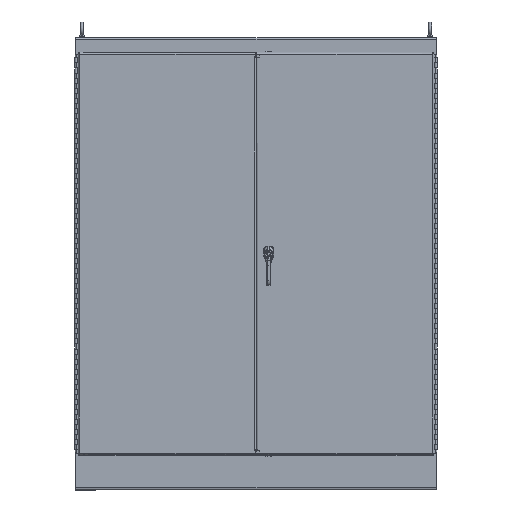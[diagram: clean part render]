
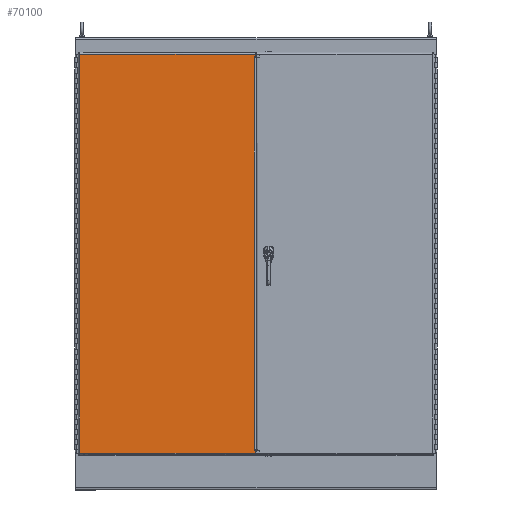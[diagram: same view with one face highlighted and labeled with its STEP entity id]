
A CAD part, top view. The second image highlights one B-rep face of the part: STEP entity #70100.
In plain terms, the highlighted face is planar.
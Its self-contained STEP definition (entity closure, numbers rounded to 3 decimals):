
#12919=PLANE('',#74396);
#15154=LINE('',#102042,#20475);
#15157=LINE('',#102052,#20478);
#15160=LINE('',#102059,#20481);
#15164=LINE('',#102066,#20485);
#15166=LINE('',#102070,#20487);
#15167=LINE('',#102072,#20488);
#15168=LINE('',#102074,#20489);
#15169=LINE('',#102076,#20490);
#15170=LINE('',#102078,#20491);
#15171=LINE('',#102080,#20492);
#15172=LINE('',#102082,#20493);
#15173=LINE('',#102083,#20494);
#20475=VECTOR('',#83533,0.394);
#20478=VECTOR('',#83546,0.394);
#20481=VECTOR('',#83551,0.394);
#20485=VECTOR('',#83557,0.394);
#20487=VECTOR('',#83561,0.394);
#20488=VECTOR('',#83562,0.394);
#20489=VECTOR('',#83563,0.394);
#20490=VECTOR('',#83564,0.394);
#20491=VECTOR('',#83565,0.394);
#20492=VECTOR('',#83566,0.394);
#20493=VECTOR('',#83567,0.394);
#20494=VECTOR('',#83568,0.394);
#25156=FACE_OUTER_BOUND('',#28199,.T.);
#28199=EDGE_LOOP('',(#58325,#58326,#58327,#58328,#58329,#58330,#58331,#58332,
#58333,#58334,#58335,#58336));
#35442=VERTEX_POINT('',#102029);
#35443=VERTEX_POINT('',#102041);
#35445=VERTEX_POINT('',#102051);
#35447=VERTEX_POINT('',#102057);
#35448=VERTEX_POINT('',#102058);
#35451=VERTEX_POINT('',#102069);
#35452=VERTEX_POINT('',#102071);
#35453=VERTEX_POINT('',#102073);
#35454=VERTEX_POINT('',#102075);
#35455=VERTEX_POINT('',#102077);
#35456=VERTEX_POINT('',#102079);
#35457=VERTEX_POINT('',#102081);
#45496=EDGE_CURVE('',#35443,#35442,#15154,.T.);
#45501=EDGE_CURVE('',#35445,#35443,#15157,.T.);
#45504=EDGE_CURVE('',#35447,#35448,#15160,.T.);
#45508=EDGE_CURVE('',#35448,#35445,#15164,.T.);
#45510=EDGE_CURVE('',#35442,#35451,#15166,.T.);
#45511=EDGE_CURVE('',#35451,#35452,#15167,.T.);
#45512=EDGE_CURVE('',#35452,#35453,#15168,.T.);
#45513=EDGE_CURVE('',#35453,#35454,#15169,.T.);
#45514=EDGE_CURVE('',#35454,#35455,#15170,.T.);
#45515=EDGE_CURVE('',#35455,#35456,#15171,.T.);
#45516=EDGE_CURVE('',#35456,#35457,#15172,.T.);
#45517=EDGE_CURVE('',#35457,#35447,#15173,.T.);
#58325=ORIENTED_EDGE('',*,*,#45504,.T.);
#58326=ORIENTED_EDGE('',*,*,#45508,.T.);
#58327=ORIENTED_EDGE('',*,*,#45501,.T.);
#58328=ORIENTED_EDGE('',*,*,#45496,.T.);
#58329=ORIENTED_EDGE('',*,*,#45510,.T.);
#58330=ORIENTED_EDGE('',*,*,#45511,.T.);
#58331=ORIENTED_EDGE('',*,*,#45512,.T.);
#58332=ORIENTED_EDGE('',*,*,#45513,.T.);
#58333=ORIENTED_EDGE('',*,*,#45514,.T.);
#58334=ORIENTED_EDGE('',*,*,#45515,.T.);
#58335=ORIENTED_EDGE('',*,*,#45516,.T.);
#58336=ORIENTED_EDGE('',*,*,#45517,.T.);
#70100=ADVANCED_FACE('',(#25156),#12919,.F.);
#74396=AXIS2_PLACEMENT_3D('',#102068,#83559,#83560);
#83533=DIRECTION('',(0.,-1.,0.));
#83546=DIRECTION('',(1.,0.,0.));
#83551=DIRECTION('',(-1.,0.,0.));
#83557=DIRECTION('',(0.,-1.,0.));
#83559=DIRECTION('center_axis',(0.,0.,1.));
#83560=DIRECTION('ref_axis',(1.,0.,0.));
#83561=DIRECTION('',(-1.,0.,0.));
#83562=DIRECTION('',(0.,-1.,0.));
#83563=DIRECTION('',(1.,0.,0.));
#83564=DIRECTION('',(0.,-1.,0.));
#83565=DIRECTION('',(-1.,0.,0.));
#83566=DIRECTION('',(0.,1.,0.));
#83567=DIRECTION('',(1.,0.,0.));
#83568=DIRECTION('',(0.,-1.,0.));
#102029=CARTESIAN_POINT('',(17.406,-39.219,0.));
#102041=CARTESIAN_POINT('',(17.406,39.219,0.));
#102042=CARTESIAN_POINT('',(17.406,19.609,0.));
#102051=CARTESIAN_POINT('',(17.406,39.219,0.));
#102052=CARTESIAN_POINT('',(8.703,39.219,0.));
#102057=CARTESIAN_POINT('',(17.656,39.219,0.));
#102058=CARTESIAN_POINT('',(17.406,39.219,0.));
#102059=CARTESIAN_POINT('',(8.828,39.219,0.));
#102066=CARTESIAN_POINT('',(17.406,19.609,0.));
#102068=CARTESIAN_POINT('Origin',(0.,0.,0.));
#102069=CARTESIAN_POINT('',(17.406,-39.219,0.));
#102070=CARTESIAN_POINT('',(8.828,-39.219,0.));
#102071=CARTESIAN_POINT('',(17.406,-39.219,0.));
#102072=CARTESIAN_POINT('',(17.406,-19.609,0.));
#102073=CARTESIAN_POINT('',(17.656,-39.219,0.));
#102074=CARTESIAN_POINT('',(8.703,-39.219,0.));
#102075=CARTESIAN_POINT('',(17.656,-39.741,0.));
#102076=CARTESIAN_POINT('',(17.656,40.125,0.));
#102077=CARTESIAN_POINT('',(-17.382,-39.741,0.));
#102078=CARTESIAN_POINT('',(8.828,-39.741,0.));
#102079=CARTESIAN_POINT('',(-17.382,39.741,0.));
#102080=CARTESIAN_POINT('',(-17.382,-19.871,0.));
#102081=CARTESIAN_POINT('',(17.656,39.741,0.));
#102082=CARTESIAN_POINT('',(-8.828,39.741,0.));
#102083=CARTESIAN_POINT('',(17.656,40.125,0.));
